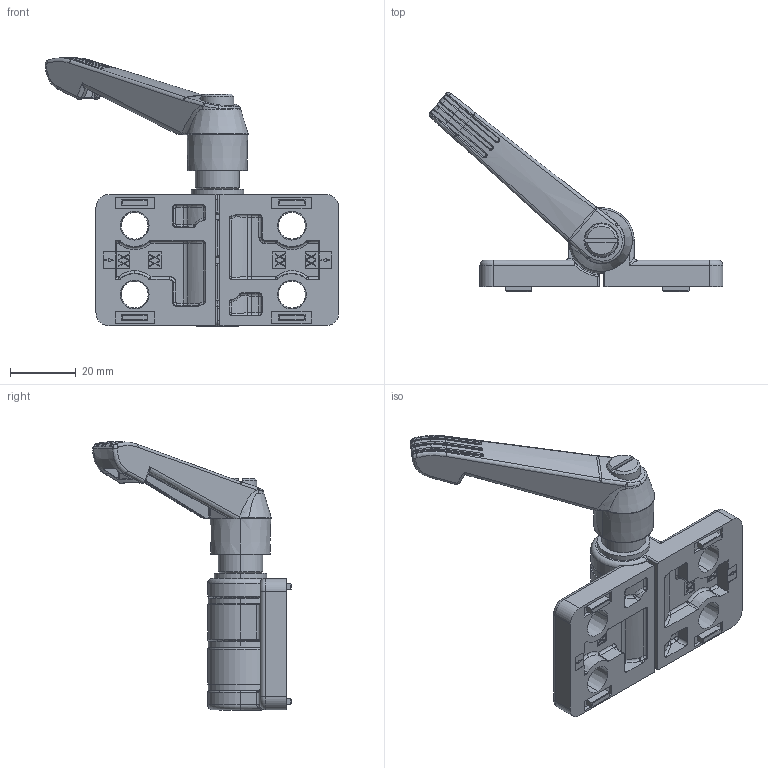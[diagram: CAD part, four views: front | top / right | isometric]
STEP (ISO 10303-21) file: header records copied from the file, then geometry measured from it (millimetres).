
FILE_DESCRIPTION (( 'STEP AP214' ), '1' );
FILE_NAME ('095zf4045f08s.STEP', '2014-09-10T06:55:39', ( '' ), ( '' ), 'SwSTEP 2.0', 'SolidWorks 2014', '' );
FILE_SCHEMA (( 'AUTOMOTIVE_DESIGN' ));
Length unit declared in the file: millimetre
Products named in the file (1): 095zf4045f08s
Bounding box: 89.46 x 60.54 x 81.92 mm (x, y, z)
Volume: 37861.8 mm3; surface area: 24860.7 mm2
Topology: 9 solids, 9 shells, 777 faces, 1945 edges, 1200 vertices
Faces by surface type: plane 312, bspline 213, cylinder 152, cone 55, torus 45
Entity records: 61758 total; most frequent: CARTESIAN_POINT 36385, ORIENTED_EDGE 3850, DIRECTION 2828, EDGE_CURVE 1925, VERTEX_POINT 1200, AXIS2_PLACEMENT_3D 956, VECTOR 916, LINE 916
